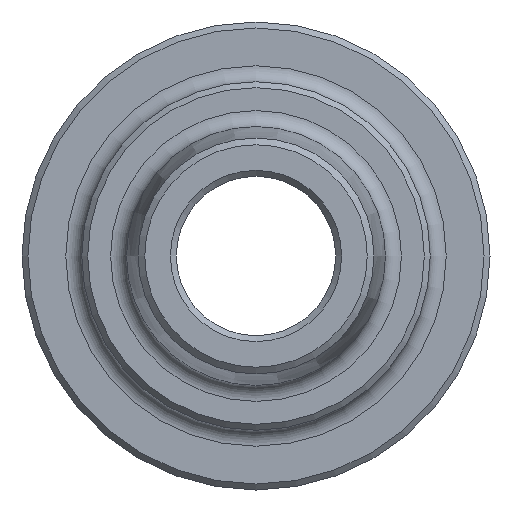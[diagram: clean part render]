
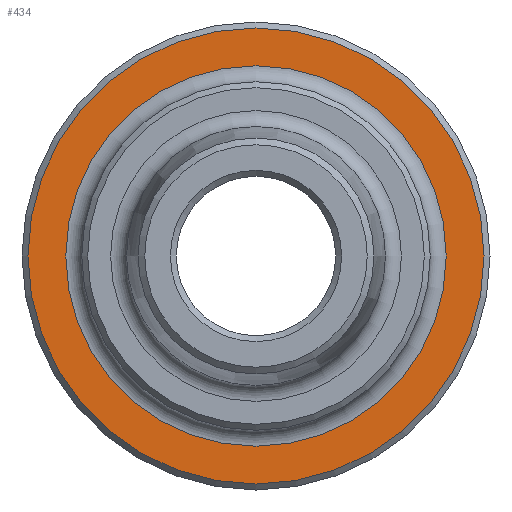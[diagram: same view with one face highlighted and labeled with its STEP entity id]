
A CAD part, left-side view. The second image highlights one B-rep face of the part: STEP entity #434.
In plain terms, the highlighted planar face has unit normal (-1, 0, 0).
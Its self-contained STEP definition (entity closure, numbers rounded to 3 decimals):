
#65=FACE_BOUND('',#128,.T.);
#73=PLANE('',#515);
#93=FACE_OUTER_BOUND('',#127,.T.);
#127=EDGE_LOOP('',(#360));
#128=EDGE_LOOP('',(#361));
#170=CIRCLE('',#510,9.55);
#174=CIRCLE('',#516,11.45);
#211=VERTEX_POINT('',#780);
#214=VERTEX_POINT('',#791);
#261=EDGE_CURVE('',#211,#211,#170,.T.);
#266=EDGE_CURVE('',#214,#214,#174,.T.);
#360=ORIENTED_EDGE('',*,*,#266,.F.);
#361=ORIENTED_EDGE('',*,*,#261,.F.);
#434=ADVANCED_FACE('',(#93,#65),#73,.T.);
#510=AXIS2_PLACEMENT_3D('',#782,#636,#637);
#515=AXIS2_PLACEMENT_3D('',#790,#647,#648);
#516=AXIS2_PLACEMENT_3D('',#792,#649,#650);
#636=DIRECTION('center_axis',(-1.,0.,0.));
#637=DIRECTION('ref_axis',(0.,-1.,0.));
#647=DIRECTION('center_axis',(-1.,0.,0.));
#648=DIRECTION('ref_axis',(0.,0.,1.));
#649=DIRECTION('center_axis',(1.,0.,0.));
#650=DIRECTION('ref_axis',(0.,-1.,0.));
#780=CARTESIAN_POINT('',(-3.,0.,9.55));
#782=CARTESIAN_POINT('Origin',(-3.,0.,0.));
#790=CARTESIAN_POINT('Origin',(-3.,11.75,0.));
#791=CARTESIAN_POINT('',(-3.,11.45,0.));
#792=CARTESIAN_POINT('Origin',(-3.,0.,0.));
